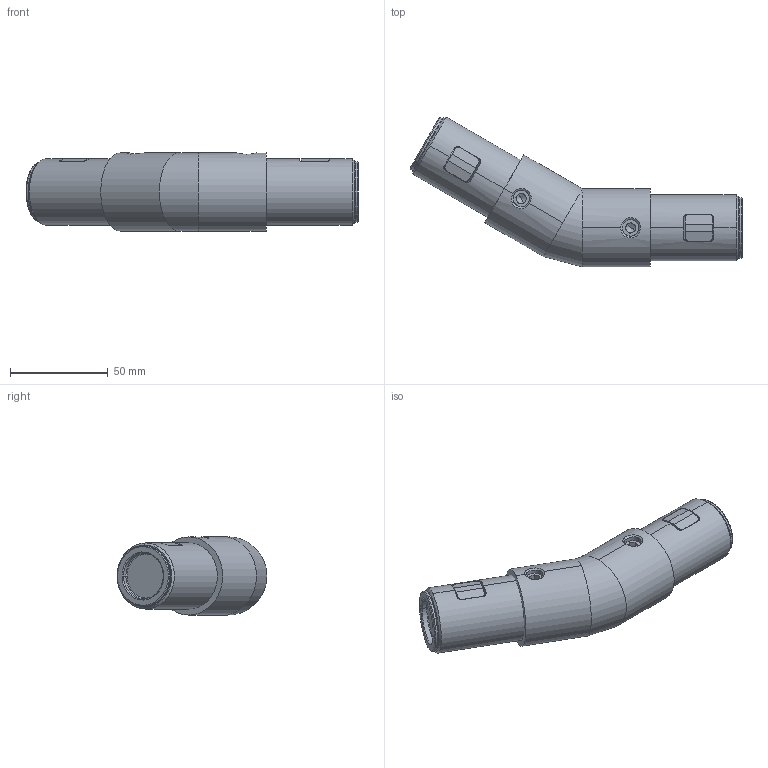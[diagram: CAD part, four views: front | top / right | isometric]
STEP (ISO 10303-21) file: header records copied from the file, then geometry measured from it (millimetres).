
FILE_DESCRIPTION (( 'STEP AP214' ), '1' );
FILE_NAME ('AL-SPS.JC40.A150 Ñîåäèíèòåëü D40, 150 ãðàäóñîâ.STEP', '2026-02-09T13:34:26', ( '' ), ( '' ), 'SwSTEP 2.0', 'SolidWorks 2021', '' );
FILE_SCHEMA (( 'AUTOMOTIVE_DESIGN' ));
Length unit declared in the file: millimetre
Products named in the file (8): hex socket set screws with cone point gb_GB_FASTENER_SCREWS_HSCP M10X16-C^SPS.JC40.A45L.L.STEP; ____-0^SPS.JC40.A45L.L.STEP; ____-2^SPS.JC40.A45L.L.STEP; AL-SPS.JC40.A150 Ñîåäèíèòåëü D40, 150 ãðàäóñîâ; AL-SPS.JC40.A150 闃膼瘔; ____^____________1_SPS.JC40.A45L.L.STEP; ____________1^SPS.JC40.A45L.L.STEP; ____-1^____________1_SPS.JC40.A45L.L.STEP
Assembly tree (11 placements, depth 3):
  AL-SPS.JC40.A150 Ñîåäèíèòåëü D40, 150 ãðàäóñîâ
    AL-SPS.JC40.A150 闃膼瘔
    ____-2^SPS.JC40.A45L.L.STEP  x2
    ____-0^SPS.JC40.A45L.L.STEP  x2
    hex socket set screws with cone point gb_GB_FASTENER_SCREWS_HSCP M10X16-C^SPS.JC40.A45L.L.STEP  x2
    ____________1^SPS.JC40.A45L.L.STEP  x2
      ____-1^____________1_SPS.JC40.A45L.L.STEP
      ____^____________1_SPS.JC40.A45L.L.STEP
Bounding box: 169.91 x 76.74 x 40 mm (x, y, z)
Volume: 161426.6 mm3; surface area: 46326.4 mm2
Topology: 11 solids, 11 shells, 269 faces, 644 edges, 393 vertices
Faces by surface type: plane 114, cylinder 70, cone 50, bspline 34, torus 1
Entity records: 10988 total; most frequent: CARTESIAN_POINT 5764, ORIENTED_EDGE 814, DIRECTION 777, EDGE_CURVE 407, AXIS2_PLACEMENT_3D 293, VERTEX_POINT 254, VECTOR 191, LINE 191
